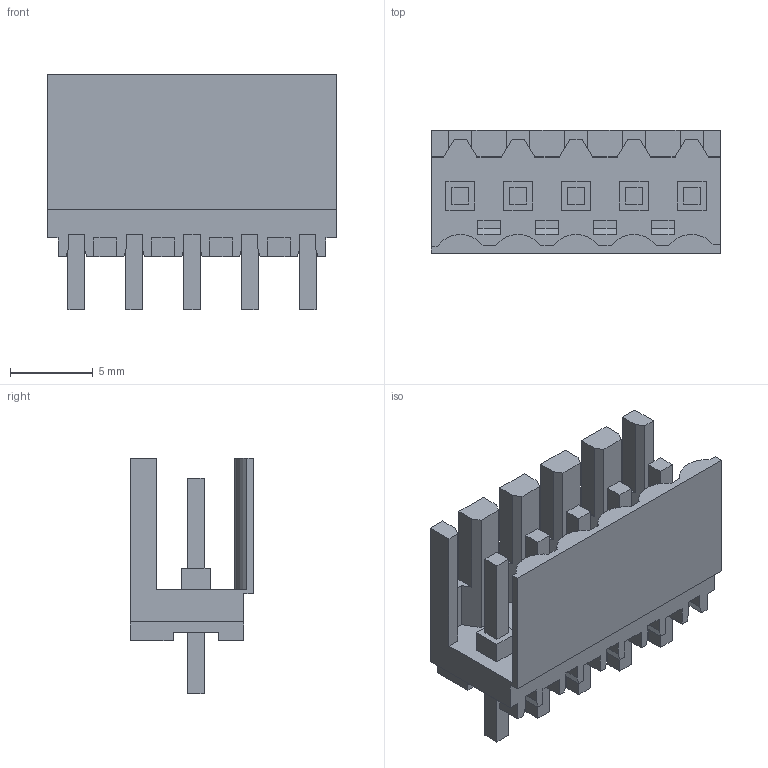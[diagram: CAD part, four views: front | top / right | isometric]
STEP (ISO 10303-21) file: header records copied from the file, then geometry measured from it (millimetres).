
FILE_DESCRIPTION(('CATIA V5 STEP Exchange','CAx-IF Rec.Pracs.--- Model Styling and Organization---1.2---2011-12-15'),'2;1');
FILE_NAME ('D1453198_0_1604800000_1604800000.stp','2018-03-13T07:13:43+00:00',('none'),('Weidmueller'),'CATIA Version 5-6 Release 2014','CATIA V5 STEP AP214','none');
FILE_SCHEMA(('AUTOMOTIVE_DESIGN { 1 0 10303 214 1 1 1 1 }'));
Length unit declared in the file: millimetre
Products named in the file (1): 1604800000
Bounding box: 17.5 x 7.45 x 14.25 mm (x, y, z)
Volume: 555.2 mm3; surface area: 1600.9 mm2
Topology: 6 solids, 6 shells, 301 faces, 877 edges, 597 vertices
Faces by surface type: plane 296, cylinder 5
Entity records: 9612 total; most frequent: ORIENTED_EDGE 1754, CARTESIAN_POINT 1678, DIRECTION 1283, EDGE_CURVE 877, VECTOR 867, LINE 867, VERTEX_POINT 597, EDGE_LOOP 320
